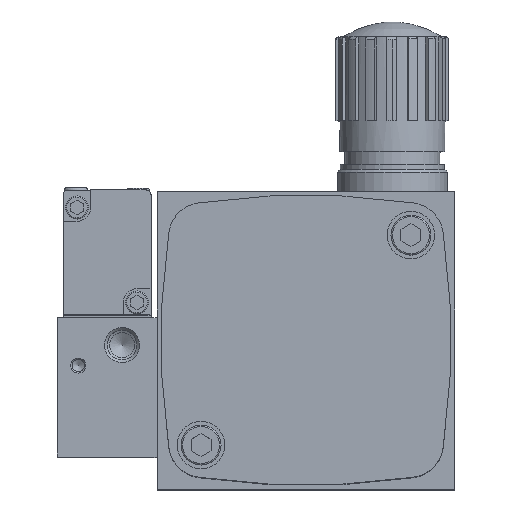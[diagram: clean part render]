
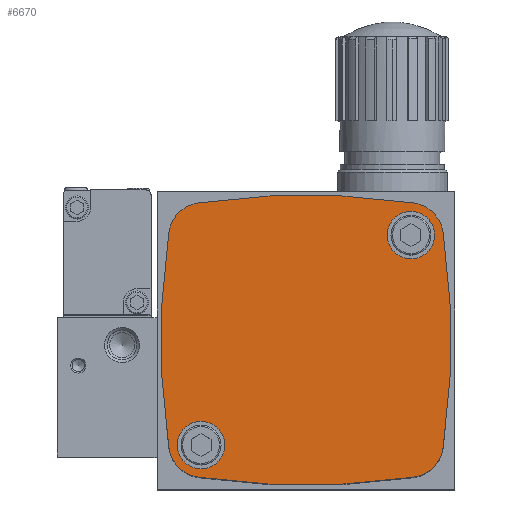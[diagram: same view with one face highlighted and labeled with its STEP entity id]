
A CAD part, top view. The second image highlights one B-rep face of the part: STEP entity #6670.
In plain terms, the highlighted planar face has unit normal (0, 0, 1).
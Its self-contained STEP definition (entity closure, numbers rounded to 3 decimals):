
#246=PLANE('',#7185);
#2034=ORIENTED_EDGE('',*,*,#3275,.F.);
#2035=ORIENTED_EDGE('',*,*,#3276,.F.);
#2036=ORIENTED_EDGE('',*,*,#3251,.T.);
#2037=ORIENTED_EDGE('',*,*,#3255,.T.);
#2038=ORIENTED_EDGE('',*,*,#3258,.T.);
#2039=ORIENTED_EDGE('',*,*,#3261,.T.);
#2040=ORIENTED_EDGE('',*,*,#3264,.T.);
#2041=ORIENTED_EDGE('',*,*,#3267,.T.);
#2042=ORIENTED_EDGE('',*,*,#3270,.T.);
#2043=ORIENTED_EDGE('',*,*,#3273,.T.);
#3251=EDGE_CURVE('',#3954,#3955,#4416,.T.);
#3255=EDGE_CURVE('',#3955,#3958,#4418,.T.);
#3258=EDGE_CURVE('',#3958,#3960,#4420,.T.);
#3261=EDGE_CURVE('',#3960,#3962,#4422,.T.);
#3264=EDGE_CURVE('',#3962,#3964,#4424,.T.);
#3267=EDGE_CURVE('',#3964,#3966,#4426,.T.);
#3270=EDGE_CURVE('',#3966,#3968,#4428,.T.);
#3273=EDGE_CURVE('',#3968,#3954,#4430,.T.);
#3275=EDGE_CURVE('',#3970,#3970,#4432,.T.);
#3276=EDGE_CURVE('',#3971,#3971,#4433,.T.);
#3954=VERTEX_POINT('',#9980);
#3955=VERTEX_POINT('',#9981);
#3958=VERTEX_POINT('',#9989);
#3960=VERTEX_POINT('',#9995);
#3962=VERTEX_POINT('',#10001);
#3964=VERTEX_POINT('',#10007);
#3966=VERTEX_POINT('',#10013);
#3968=VERTEX_POINT('',#10019);
#3970=VERTEX_POINT('',#10029);
#3971=VERTEX_POINT('',#10031);
#4416=CIRCLE('',#7161,7.);
#4418=CIRCLE('',#7164,149.);
#4420=CIRCLE('',#7167,7.);
#4422=CIRCLE('',#7170,149.);
#4424=CIRCLE('',#7173,7.);
#4426=CIRCLE('',#7176,149.);
#4428=CIRCLE('',#7179,7.);
#4430=CIRCLE('',#7182,149.);
#4432=CIRCLE('',#7186,4.75);
#4433=CIRCLE('',#7187,4.75);
#4718=EDGE_LOOP('',(#2034));
#4719=EDGE_LOOP('',(#2035));
#4720=EDGE_LOOP('',(#2036,#2037,#2038,#2039,#2040,#2041,#2042,#2043));
#5191=FACE_BOUND('',#4718,.T.);
#5192=FACE_BOUND('',#4719,.T.);
#5193=FACE_BOUND('',#4720,.T.);
#6670=ADVANCED_FACE('',(#5191,#5192,#5193),#246,.T.);
#7161=AXIS2_PLACEMENT_3D('',#9979,#8152,#8153);
#7164=AXIS2_PLACEMENT_3D('',#9988,#8160,#8161);
#7167=AXIS2_PLACEMENT_3D('',#9994,#8167,#8168);
#7170=AXIS2_PLACEMENT_3D('',#10000,#8174,#8175);
#7173=AXIS2_PLACEMENT_3D('',#10006,#8181,#8182);
#7176=AXIS2_PLACEMENT_3D('',#10012,#8188,#8189);
#7179=AXIS2_PLACEMENT_3D('',#10018,#8195,#8196);
#7182=AXIS2_PLACEMENT_3D('',#10024,#8202,#8203);
#7185=AXIS2_PLACEMENT_3D('',#10027,#8208,#8209);
#7186=AXIS2_PLACEMENT_3D('',#10028,#8210,#8211);
#7187=AXIS2_PLACEMENT_3D('',#10030,#8212,#8213);
#8152=DIRECTION('',(0.,0.,1.));
#8153=DIRECTION('',(1.,0.,0.));
#8160=DIRECTION('',(0.,0.,1.));
#8161=DIRECTION('',(1.,0.,0.));
#8167=DIRECTION('',(0.,0.,1.));
#8168=DIRECTION('',(1.,0.,0.));
#8174=DIRECTION('',(0.,0.,1.));
#8175=DIRECTION('',(1.,0.,0.));
#8181=DIRECTION('',(0.,0.,1.));
#8182=DIRECTION('',(1.,0.,0.));
#8188=DIRECTION('',(0.,0.,1.));
#8189=DIRECTION('',(1.,0.,0.));
#8195=DIRECTION('',(0.,0.,1.));
#8196=DIRECTION('',(1.,0.,0.));
#8202=DIRECTION('',(0.,0.,1.));
#8203=DIRECTION('',(1.,0.,0.));
#8208=DIRECTION('',(0.,0.,1.));
#8209=DIRECTION('',(1.,0.,0.));
#8210=DIRECTION('',(0.,0.,1.));
#8211=DIRECTION('',(1.,0.,0.));
#8212=DIRECTION('',(0.,0.,1.));
#8213=DIRECTION('',(1.,0.,0.));
#9979=CARTESIAN_POINT('',(-20.511,20.511,0.));
#9980=CARTESIAN_POINT('',(-21.522,27.437,0.));
#9981=CARTESIAN_POINT('',(-27.437,21.522,0.));
#9988=CARTESIAN_POINT('',(120.,0.,0.));
#9989=CARTESIAN_POINT('',(-27.437,-21.522,0.));
#9994=CARTESIAN_POINT('',(-20.511,-20.511,0.));
#9995=CARTESIAN_POINT('',(-21.522,-27.437,0.));
#10000=CARTESIAN_POINT('',(0.,120.,0.));
#10001=CARTESIAN_POINT('',(21.522,-27.437,0.));
#10006=CARTESIAN_POINT('',(20.511,-20.511,0.));
#10007=CARTESIAN_POINT('',(27.437,-21.522,0.));
#10012=CARTESIAN_POINT('',(-120.,0.,0.));
#10013=CARTESIAN_POINT('',(27.437,21.522,0.));
#10018=CARTESIAN_POINT('',(20.511,20.511,0.));
#10019=CARTESIAN_POINT('',(21.522,27.437,0.));
#10024=CARTESIAN_POINT('',(0.,-120.,0.));
#10027=CARTESIAN_POINT('',(49.745,10.255,0.));
#10028=CARTESIAN_POINT('',(-21.,-21.,0.));
#10029=CARTESIAN_POINT('',(-16.25,-21.,0.));
#10030=CARTESIAN_POINT('',(21.,21.,0.));
#10031=CARTESIAN_POINT('',(25.75,21.,0.));
